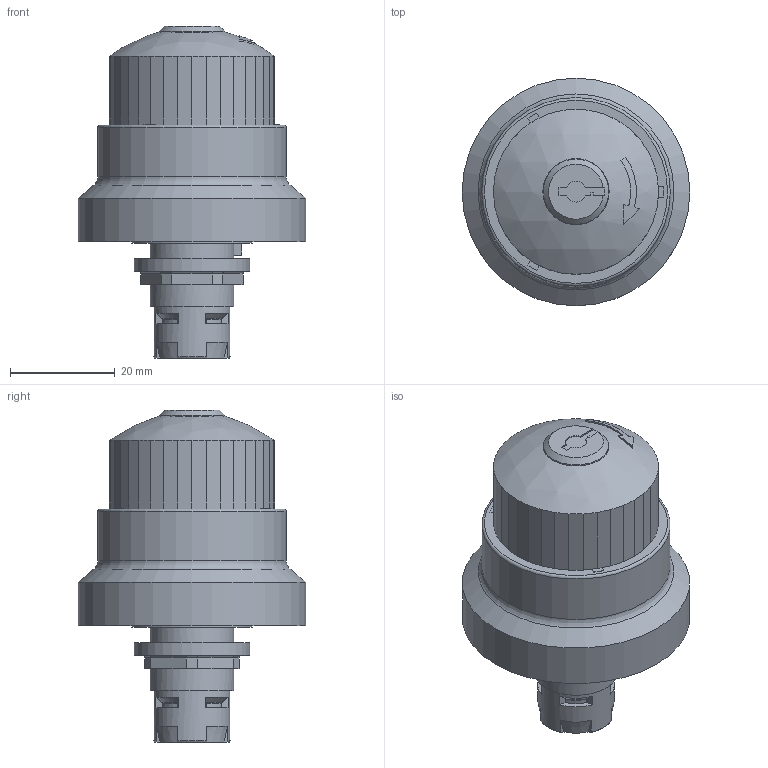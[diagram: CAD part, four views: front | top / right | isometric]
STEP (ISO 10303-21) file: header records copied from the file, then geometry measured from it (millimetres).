
FILE_DESCRIPTION(/* description */ (''),/* implementation_level */ '2;1');
FILE_NAME(/* name */ 'RXBUVSE_ipt.stp',/* time_stamp */ '2017-08-18T08:03:58+02:00',/* author */ ('mharscher'),/* organization */ (''),/* preprocessor_version */ 'ST-DEVELOPER v16.1',/* originating_system */ 'Autodesk Inventor 2016',/* authorisation */ '');
FILE_SCHEMA (('AUTOMOTIVE_DESIGN { 1 0 10303 214 3 1 1 }'));
Length unit declared in the file: millimetre
Products named in the file (1): RXBUVSE43
Bounding box: 43.5 x 43.5 x 63.42 mm (x, y, z)
Volume: 37898.5 mm3; surface area: 10994.2 mm2
Topology: 1 solids, 1 shells, 183 faces, 487 edges, 324 vertices
Faces by surface type: plane 111, cylinder 41, cone 15, torus 14, sphere 2
Full cylindrical faces by diameter (mm): 12.1 x1, 12.5 x1, 12.65 x1, 14.65 x1, 16 x2, 16.15 x1, 16.5 x1, 19.5 x1, 22 x1, 23 x1, 28.3 x1, 35 x1, 36 x1, 41.5 x1, 43.5 x1
Entity records: 5437 total; most frequent: CARTESIAN_POINT 1073, DIRECTION 917, ORIENTED_EDGE 868, EDGE_CURVE 434, AXIS2_PLACEMENT_3D 337, VERTEX_POINT 301, LINE 243, VECTOR 243
